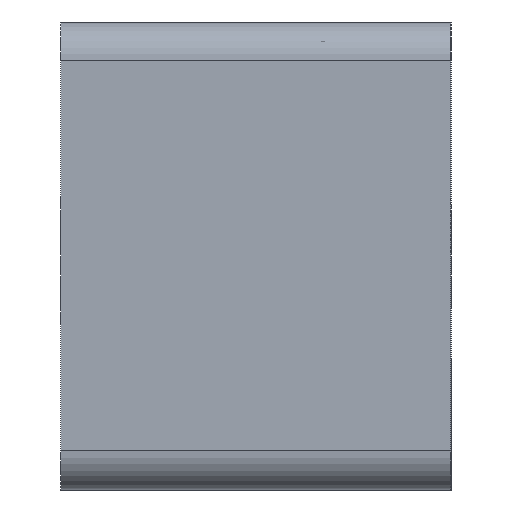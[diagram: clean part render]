
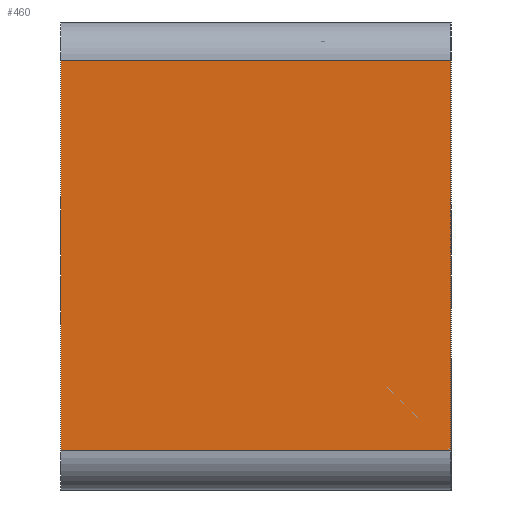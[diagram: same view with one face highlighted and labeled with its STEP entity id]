
A CAD part, left-side view. The second image highlights one B-rep face of the part: STEP entity #460.
In plain terms, the highlighted planar face has unit normal (-1, 0, 0).
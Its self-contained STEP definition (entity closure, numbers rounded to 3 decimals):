
#45=PLANE('',#499);
#52=FACE_OUTER_BOUND('',#75,.T.);
#75=EDGE_LOOP('',(#320,#321,#322,#323));
#123=LINE('',#692,#152);
#125=LINE('',#698,#154);
#126=LINE('',#700,#155);
#127=LINE('',#701,#156);
#152=VECTOR('',#555,10.);
#154=VECTOR('',#561,10.);
#155=VECTOR('',#562,10.);
#156=VECTOR('',#563,10.);
#212=VERTEX_POINT('',#689);
#213=VERTEX_POINT('',#691);
#215=VERTEX_POINT('',#697);
#216=VERTEX_POINT('',#699);
#254=EDGE_CURVE('',#212,#213,#123,.T.);
#257=EDGE_CURVE('',#215,#212,#125,.T.);
#258=EDGE_CURVE('',#216,#215,#126,.T.);
#259=EDGE_CURVE('',#216,#213,#127,.T.);
#320=ORIENTED_EDGE('',*,*,#254,.F.);
#321=ORIENTED_EDGE('',*,*,#257,.F.);
#322=ORIENTED_EDGE('',*,*,#258,.F.);
#323=ORIENTED_EDGE('',*,*,#259,.T.);
#460=ADVANCED_FACE('',(#52),#45,.T.);
#499=AXIS2_PLACEMENT_3D('',#696,#559,#560);
#555=DIRECTION('',(0.,-1.,0.));
#559=DIRECTION('center_axis',(-1.,0.,0.));
#560=DIRECTION('ref_axis',(0.,0.,1.));
#561=DIRECTION('',(0.,0.,1.));
#562=DIRECTION('',(0.,1.,0.));
#563=DIRECTION('',(0.,0.,1.));
#689=CARTESIAN_POINT('',(0.,10.,-1.));
#691=CARTESIAN_POINT('',(0.,0.,-1.));
#692=CARTESIAN_POINT('',(0.,0.,-1.));
#696=CARTESIAN_POINT('Origin',(0.,0.,-12.));
#697=CARTESIAN_POINT('',(0.,10.,-11.));
#698=CARTESIAN_POINT('',(0.,10.,-12.));
#699=CARTESIAN_POINT('',(0.,0.,-11.));
#700=CARTESIAN_POINT('',(0.,0.,-11.));
#701=CARTESIAN_POINT('',(0.,0.,-12.));
